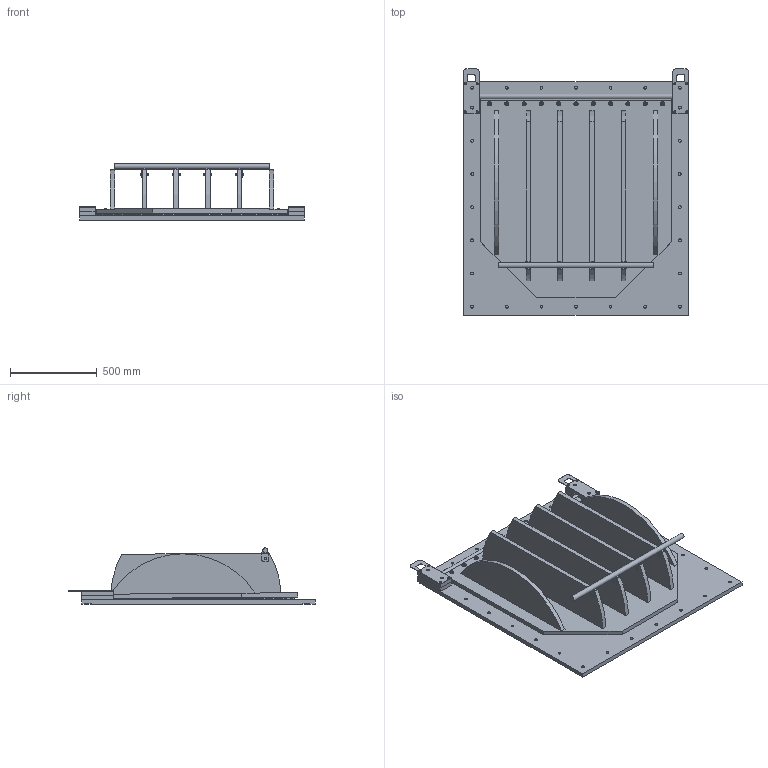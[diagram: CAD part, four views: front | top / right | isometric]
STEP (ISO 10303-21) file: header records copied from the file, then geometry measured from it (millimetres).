
FILE_DESCRIPTION(/* description */ ('Achterplaat '),/* implementation_level */ '2;1');
FILE_NAME(/* name */ '101Y1000.A.stp',/* time_stamp */ '2017-12-05T13:26:43+01:00',/* author */ ('BIDJOSLO'),/* organization */ ('KWT Waterbeheersing'),/* preprocessor_version */ 'ST-DEVELOPER v16.1',/* originating_system */ 'Autodesk Inventor 2016',/* authorisation */ '');
FILE_SCHEMA (('AUTOMOTIVE_DESIGN { 1 0 10303 214 3 1 1 }'));
Length unit declared in the file: millimetre
Products named in the file (27): 101Y1000.01; 101Y600-1200.09; 101Y600-1200.11; 1140.SPLS.06x40VK; 101Y1000.B; 101Y1000.04; 101Y1000.05; 101Y1000.06; 101Y1000.07; 101Y1000.14; 101Y600-1200.15; 101Y1000.E; 101Y1000.02; 101Y1000.03; 101Y1000.D; 1140.933.08x030; 1140.934.08; 1140.9021.08; 1140.127B.08; 1140.SPLS.06x60VK; 1140.933.08x040; 101Y1000.C; 101Y600-1200.10; 101Y600-1200.12; 101Y600-1200.13; 101Y1000.16; 101Y1000.A
Assembly tree (139 placements, depth 4):
  101Y1000.A
    101Y1000.B
      101Y1000.01
      101Y600-1200.09
      101Y600-1200.11
      1140.SPLS.06x40VK  x8
    101Y1000.C
      101Y1000.04
      101Y1000.05
      101Y1000.06  x2
      101Y1000.07  x4
      101Y1000.E
        101Y1000.14
        101Y600-1200.15  x4
      101Y1000.D
        101Y1000.02
        101Y1000.03
      1140.933.08x030  x11
      1140.934.08  x15
      1140.9021.08  x15
      1140.127B.08  x11
      1140.SPLS.06x60VK  x40
      1140.933.08x040  x4
    101Y600-1200.10
    101Y600-1200.12
    101Y600-1200.13  x2
    101Y1000.16
    1140.SPLS.06x60VK  x8
Bounding box: 1300 x 1425 x 325.01 mm (x, y, z)
Volume: 83691447.5 mm3; surface area: 8841325.4 mm2
Topology: 135 solids, 135 shells, 2584 faces, 6656 edges, 4317 vertices
Faces by surface type: plane 1054, cone 854, cylinder 431, torus 224, bspline 21
Full cylindrical faces by diameter (mm): 6.3 x56, 6.647 x15, 7 x56, 7.323 x15, 8 x15, 8.4 x15, 9 x30, 10.5 x8, 11.3 x56, 11.4 x15, 16 x38, 21.7 x1, 24 x15, 26.9 x1, 30 x1, 1000 x1, 1038 x1, 1062 x1
Entity records: 18830 total; most frequent: CARTESIAN_POINT 6025, DIRECTION 2622, ORIENTED_EDGE 2020, AXIS2_PLACEMENT_3D 1099, EDGE_CURVE 1010, EDGE_LOOP 955, VERTEX_POINT 773, FACE_OUTER_BOUND 491
